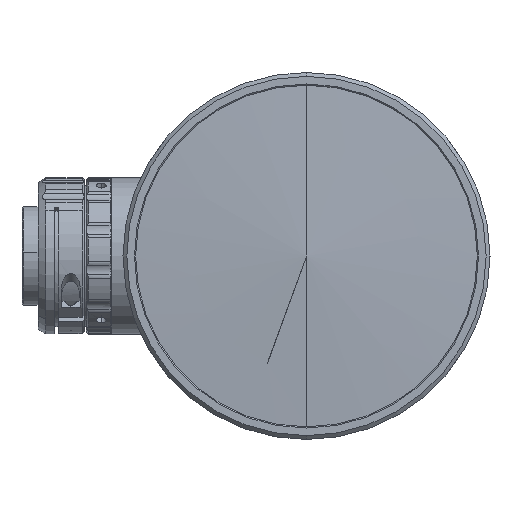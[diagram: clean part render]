
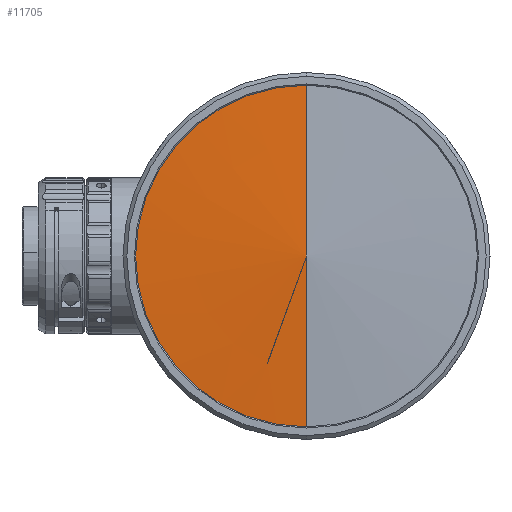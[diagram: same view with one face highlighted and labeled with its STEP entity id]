
A CAD part, left-side view. The second image highlights one B-rep face of the part: STEP entity #11705.
In plain terms, the highlighted conical face has half-angle 86.775 degrees and reference radius 45.407 mm.
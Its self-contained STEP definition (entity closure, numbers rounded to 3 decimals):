
#627 = ORIENTED_EDGE ( 'NONE', *, *, #13134, .T. ) ;
#648 = DIRECTION ( 'NONE',  ( 0.056, 0., 0.998 ) ) ;
#693 = CARTESIAN_POINT ( 'NONE',  ( 2.558, 0., 45.407 ) ) ;
#1603 = VERTEX_POINT ( 'NONE', #3597 ) ;
#2654 = DIRECTION ( 'NONE',  ( 1., 0., 0. ) ) ;
#2870 = CARTESIAN_POINT ( 'NONE',  ( 2.465, 0., 0. ) ) ;
#3170 = VERTEX_POINT ( 'NONE', #5263 ) ;
#3416 = CARTESIAN_POINT ( 'NONE',  ( 2.465, 0., 43.75 ) ) ;
#3476 = EDGE_CURVE ( 'NONE', #1603, #12218, #14305, .T. ) ;
#3597 = CARTESIAN_POINT ( 'NONE',  ( 2.465, 43.75, 0. ) ) ;
#3713 = CARTESIAN_POINT ( 'NONE',  ( 2.558, 0., 0. ) ) ;
#3719 = CONICAL_SURFACE ( 'NONE', #11277, 45.407, 1.515 ) ;
#3764 = EDGE_CURVE ( 'NONE', #3170, #8266, #13920, .T. ) ;
#3926 = AXIS2_PLACEMENT_3D ( 'NONE', #11964, #4360, #10871 ) ;
#4360 = DIRECTION ( 'NONE',  ( 1., 0., 0. ) ) ;
#4416 = FACE_OUTER_BOUND ( 'NONE', #6572, .T. ) ;
#4810 = DIRECTION ( 'NONE',  ( 0., 0., -1. ) ) ;
#5263 = CARTESIAN_POINT ( 'NONE',  ( 0., 0., 0. ) ) ;
#5268 = CARTESIAN_POINT ( 'NONE',  ( 2.558, 0., -45.407 ) ) ;
#5577 = CIRCLE ( 'NONE', #3926, 43.75 ) ;
#6275 = ORIENTED_EDGE ( 'NONE', *, *, #3764, .F. ) ;
#6572 = EDGE_LOOP ( 'NONE', ( #6275, #627, #8173, #8012 ) ) ;
#7868 = VECTOR ( 'NONE', #13165, 1000. ) ;
#8012 = ORIENTED_EDGE ( 'NONE', *, *, #10432, .F. ) ;
#8173 = ORIENTED_EDGE ( 'NONE', *, *, #3476, .F. ) ;
#8266 = VERTEX_POINT ( 'NONE', #13828 ) ;
#8712 = LINE ( 'NONE', #693, #10607 ) ;
#9516 = DIRECTION ( 'NONE',  ( 1., 0., 0. ) ) ;
#10432 = EDGE_CURVE ( 'NONE', #8266, #1603, #5577, .T. ) ;
#10607 = VECTOR ( 'NONE', #648, 1000. ) ;
#10871 = DIRECTION ( 'NONE',  ( 0., 0., -1. ) ) ;
#11277 = AXIS2_PLACEMENT_3D ( 'NONE', #3713, #2654, #4810 ) ;
#11705 = ADVANCED_FACE ( 'NONE', ( #4416 ), #3719, .T. ) ;
#11952 = AXIS2_PLACEMENT_3D ( 'NONE', #2870, #9516, #14038 ) ;
#11964 = CARTESIAN_POINT ( 'NONE',  ( 2.465, 0., 0. ) ) ;
#12218 = VERTEX_POINT ( 'NONE', #3416 ) ;
#13134 = EDGE_CURVE ( 'NONE', #3170, #12218, #8712, .T. ) ;
#13165 = DIRECTION ( 'NONE',  ( 0.056, 0., -0.998 ) ) ;
#13828 = CARTESIAN_POINT ( 'NONE',  ( 2.465, 0., -43.75 ) ) ;
#13920 = LINE ( 'NONE', #5268, #7868 ) ;
#14038 = DIRECTION ( 'NONE',  ( 0., 0., -1. ) ) ;
#14305 = CIRCLE ( 'NONE', #11952, 43.75 ) ;
